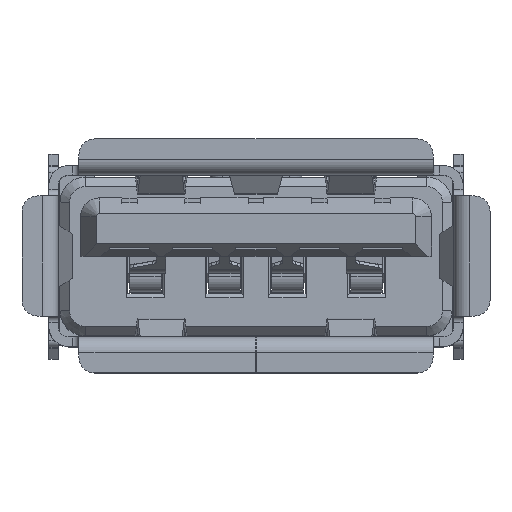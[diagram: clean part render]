
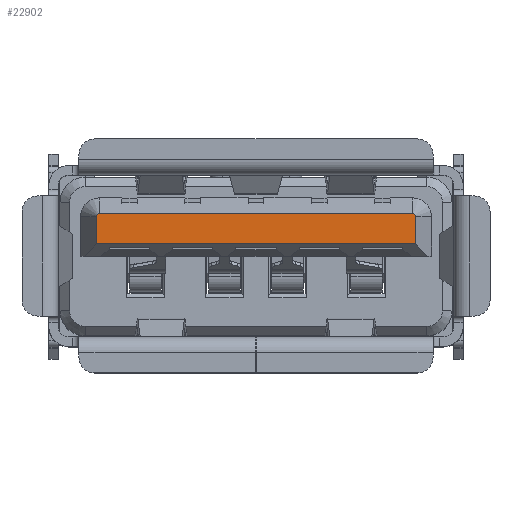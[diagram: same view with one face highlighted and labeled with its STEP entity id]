
A CAD part, top view. The second image highlights one B-rep face of the part: STEP entity #22902.
In plain terms, the highlighted planar face has unit normal (0, 0, 1).
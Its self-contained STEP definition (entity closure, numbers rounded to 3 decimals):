
#4594=DIRECTION('',(-1.,0.,0.));
#4595=VECTOR('',#4594,9.9);
#4596=CARTESIAN_POINT('',(5.294,1.918,10.15));
#4597=LINE('25635',#4596,#4595);
#4598=CARTESIAN_POINT('',(5.294,1.818,10.15));
#4599=DIRECTION('',(0.,0.,1.));
#4600=DIRECTION('',(1.,0.,0.));
#4601=AXIS2_PLACEMENT_3D('',#4598,#4599,#4600);
#4603=DIRECTION('',(0.,1.,0.));
#4604=VECTOR('',#4603,0.86);
#4605=CARTESIAN_POINT('',(5.394,0.958,10.15));
#4606=LINE('25723',#4605,#4604);
#4607=DIRECTION('',(-1.,0.,0.));
#4608=VECTOR('',#4607,10.1);
#4609=CARTESIAN_POINT('',(5.394,0.958,10.15));
#4610=LINE('25461',#4609,#4608);
#4611=CARTESIAN_POINT('',(-4.606,1.818,10.15));
#4612=DIRECTION('',(0.,0.,1.));
#4613=DIRECTION('',(0.,1.,0.));
#4614=AXIS2_PLACEMENT_3D('',#4611,#4612,#4613);
#4616=DIRECTION('',(0.,1.,0.));
#4617=VECTOR('',#4616,0.86);
#4618=CARTESIAN_POINT('',(-4.706,0.958,
10.15));
#4619=LINE('25725',#4618,#4617);
#14032=CARTESIAN_POINT('',(-4.706,0.958,
10.15));
#14033=VERTEX_POINT('',#14032);
#14034=CARTESIAN_POINT('',(5.394,0.958,
10.15));
#14035=VERTEX_POINT('',#14034);
#14248=CARTESIAN_POINT('',(5.294,1.918,10.15));
#14249=VERTEX_POINT('',#14248);
#14250=CARTESIAN_POINT('',(-4.606,1.918,
10.15));
#14251=VERTEX_POINT('',#14250);
#14343=CARTESIAN_POINT('',(5.394,1.818,10.15));
#14345=VERTEX_POINT('',#14343);
#14346=CARTESIAN_POINT('',(-4.706,1.818,10.15));
#14347=VERTEX_POINT('',#14346);
#22887=CARTESIAN_POINT('',(0.344,1.438,10.15));
#22888=DIRECTION('',(0.,0.,1.));
#22889=DIRECTION('',(1.,0.,0.));
#22890=AXIS2_PLACEMENT_3D('',#22887,#22888,#22889);
#22891=PLANE('22880',#22890);
#22892=ORIENTED_EDGE('25635',*,*,#20991,.F.);
#22893=ORIENTED_EDGE('25720',*,*,#22839,.F.);
#22894=ORIENTED_EDGE('25723',*,*,#22856,.F.);
#22895=ORIENTED_EDGE('25461',*,*,#20681,.T.);
#22897=ORIENTED_EDGE('25725',*,*,#22896,.T.);
#22899=ORIENTED_EDGE('25726',*,*,#22898,.F.);
#22900=EDGE_LOOP('22880',(#22892,#22893,#22894,#22895,#22897,#22899));
#22901=FACE_OUTER_BOUND('22880',#22900,.F.);
#22902=ADVANCED_FACE('22880',(#22901),#22891,.T.);
#4602=CIRCLE('25720',#4601,0.1);
#4615=CIRCLE('25726',#4614,0.1);
#20681=EDGE_CURVE('25461',#14035,#14033,#4610,.T.);
#20991=EDGE_CURVE('25635',#14249,#14251,#4597,.T.);
#22839=EDGE_CURVE('25720',#14345,#14249,#4602,.T.);
#22856=EDGE_CURVE('25723',#14035,#14345,#4606,.T.);
#22896=EDGE_CURVE('25725',#14033,#14347,#4619,.T.);
#22898=EDGE_CURVE('25726',#14251,#14347,#4615,.T.);
